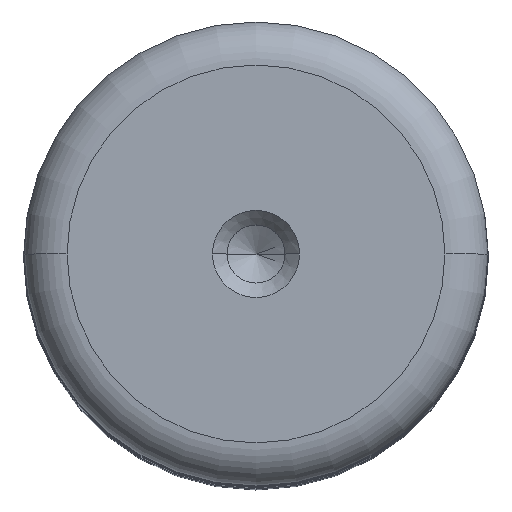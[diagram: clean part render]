
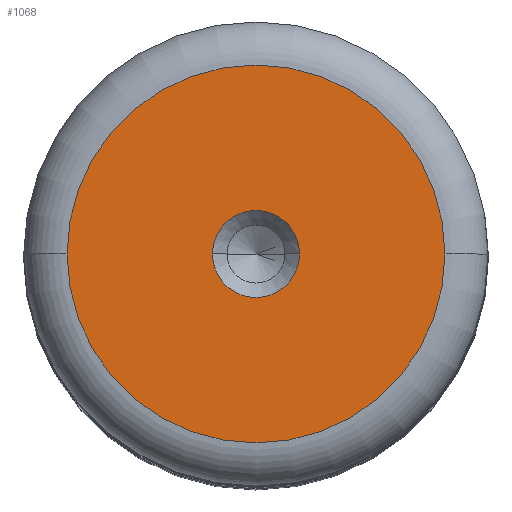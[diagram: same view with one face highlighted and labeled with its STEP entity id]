
A CAD part, top view. The second image highlights one B-rep face of the part: STEP entity #1068.
In plain terms, the highlighted planar face has unit normal (0, 0, 1).
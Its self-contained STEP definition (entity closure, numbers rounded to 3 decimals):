
#7 = EDGE_CURVE ( 'NONE', #490, #1214, #1553, .T. ) ;
#35 = VERTEX_POINT ( 'NONE', #1527 ) ;
#114 = EDGE_LOOP ( 'NONE', ( #1325, #1114 ) ) ;
#124 = AXIS2_PLACEMENT_3D ( 'NONE', #1022, #189, #1374 ) ;
#189 = DIRECTION ( 'NONE',  ( 0., 0., 1. ) ) ;
#207 = CARTESIAN_POINT ( 'NONE',  ( -6.511, 0., 70. ) ) ;
#326 = FACE_BOUND ( 'NONE', #114, .T. ) ;
#490 = VERTEX_POINT ( 'NONE', #2192 ) ;
#696 = DIRECTION ( 'NONE',  ( 1., 0., 0. ) ) ;
#808 = DIRECTION ( 'NONE',  ( 0., 0., 1. ) ) ;
#826 = DIRECTION ( 'NONE',  ( 0., 0., 1. ) ) ;
#915 = EDGE_CURVE ( 'NONE', #2100, #35, #1033, .T. ) ;
#979 = AXIS2_PLACEMENT_3D ( 'NONE', #1854, #826, #2019 ) ;
#1022 = CARTESIAN_POINT ( 'NONE',  ( 0., 0., 70. ) ) ;
#1033 = CIRCLE ( 'NONE', #1188, 6.511 ) ;
#1068 = ADVANCED_FACE ( 'NONE', ( #326, #1164 ), #1690, .T. ) ;
#1114 = ORIENTED_EDGE ( 'NONE', *, *, #1510, .F. ) ;
#1164 = FACE_OUTER_BOUND ( 'NONE', #1696, .T. ) ;
#1188 = AXIS2_PLACEMENT_3D ( 'NONE', #1836, #808, #2002 ) ;
#1214 = VERTEX_POINT ( 'NONE', #1765 ) ;
#1263 = AXIS2_PLACEMENT_3D ( 'NONE', #1404, #1713, #696 ) ;
#1325 = ORIENTED_EDGE ( 'NONE', *, *, #7, .F. ) ;
#1346 = CIRCLE ( 'NONE', #1263, 6.511 ) ;
#1374 = DIRECTION ( 'NONE',  ( 1., 0., 0. ) ) ;
#1404 = CARTESIAN_POINT ( 'NONE',  ( 0., 0., 70. ) ) ;
#1510 = EDGE_CURVE ( 'NONE', #1214, #490, #1751, .T. ) ;
#1527 = CARTESIAN_POINT ( 'NONE',  ( 6.511, 0., 70. ) ) ;
#1553 = CIRCLE ( 'NONE', #1812, 1.5 ) ;
#1600 = ORIENTED_EDGE ( 'NONE', *, *, #2062, .T. ) ;
#1690 = PLANE ( 'NONE',  #124 ) ;
#1696 = EDGE_LOOP ( 'NONE', ( #1600, #1699 ) ) ;
#1699 = ORIENTED_EDGE ( 'NONE', *, *, #915, .T. ) ;
#1713 = DIRECTION ( 'NONE',  ( 0., 0., 1. ) ) ;
#1715 = DIRECTION ( 'NONE',  ( 1., 0., 0. ) ) ;
#1726 = DIRECTION ( 'NONE',  ( 0., 0., 1. ) ) ;
#1737 = CARTESIAN_POINT ( 'NONE',  ( 0., 0., 70. ) ) ;
#1751 = CIRCLE ( 'NONE', #979, 1.5 ) ;
#1765 = CARTESIAN_POINT ( 'NONE',  ( -1.5, 0., 70. ) ) ;
#1812 = AXIS2_PLACEMENT_3D ( 'NONE', #1737, #1726, #1715 ) ;
#1836 = CARTESIAN_POINT ( 'NONE',  ( 0., 0., 70. ) ) ;
#1854 = CARTESIAN_POINT ( 'NONE',  ( 0., 0., 70. ) ) ;
#2002 = DIRECTION ( 'NONE',  ( 1., 0., 0. ) ) ;
#2019 = DIRECTION ( 'NONE',  ( 1., 0., 0. ) ) ;
#2062 = EDGE_CURVE ( 'NONE', #35, #2100, #1346, .T. ) ;
#2100 = VERTEX_POINT ( 'NONE', #207 ) ;
#2192 = CARTESIAN_POINT ( 'NONE',  ( 1.5, 0., 70. ) ) ;
